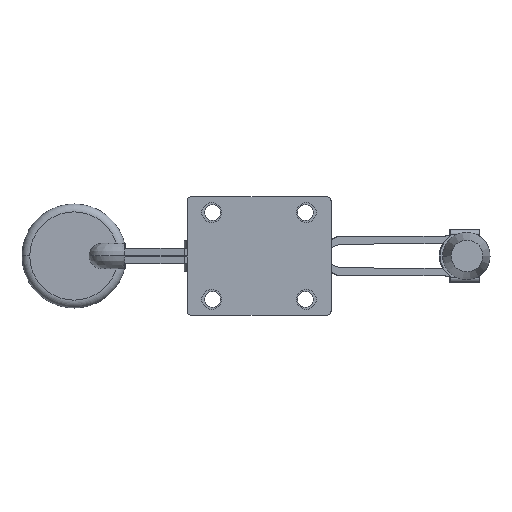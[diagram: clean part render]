
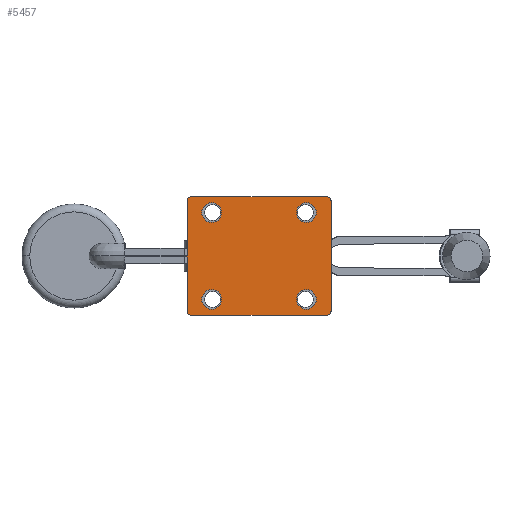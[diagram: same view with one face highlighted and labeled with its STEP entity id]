
A CAD part, front view. The second image highlights one B-rep face of the part: STEP entity #5457.
In plain terms, the highlighted planar face has unit normal (0, -1, 0).
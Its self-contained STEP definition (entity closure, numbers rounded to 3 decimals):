
#113 = DIRECTION ( 'NONE',  ( -1., 0., 0. ) ) ;
#115 = CARTESIAN_POINT ( 'NONE',  ( 12., 0., 8.5 ) ) ;
#184 = EDGE_CURVE ( 'NONE', #6897, #991, #7504, .T. ) ;
#238 = AXIS2_PLACEMENT_3D ( 'NONE', #4619, #2413, #6856 ) ;
#265 = DIRECTION ( 'NONE',  ( 0., 0., -1. ) ) ;
#291 = DIRECTION ( 'NONE',  ( 0., 0., -1. ) ) ;
#346 = VERTEX_POINT ( 'NONE', #7297 ) ;
#495 = DIRECTION ( 'NONE',  ( 0., 0., 1. ) ) ;
#603 = ORIENTED_EDGE ( 'NONE', *, *, #3264, .T. ) ;
#604 = DIRECTION ( 'NONE',  ( 0., 0., 1. ) ) ;
#627 = CARTESIAN_POINT ( 'NONE',  ( 12., 0., 11. ) ) ;
#791 = ORIENTED_EDGE ( 'NONE', *, *, #2138, .T. ) ;
#824 = LINE ( 'NONE', #4661, #4980 ) ;
#860 = AXIS2_PLACEMENT_3D ( 'NONE', #5104, #1441, #3030 ) ;
#991 = VERTEX_POINT ( 'NONE', #8583 ) ;
#993 = AXIS2_PLACEMENT_3D ( 'NONE', #2619, #7751, #495 ) ;
#1044 = DIRECTION ( 'NONE',  ( 0., 0., -1. ) ) ;
#1072 = DIRECTION ( 'NONE',  ( 1., 0., 0. ) ) ;
#1149 = CARTESIAN_POINT ( 'NONE',  ( 18.25, 0., -14. ) ) ;
#1188 = EDGE_CURVE ( 'NONE', #6628, #8196, #4975, .T. ) ;
#1215 = PLANE ( 'NONE',  #6414 ) ;
#1310 = DIRECTION ( 'NONE',  ( 0., 1., 0. ) ) ;
#1372 = AXIS2_PLACEMENT_3D ( 'NONE', #4976, #4115, #604 ) ;
#1441 = DIRECTION ( 'NONE',  ( 0., 1., 0. ) ) ;
#1486 = EDGE_CURVE ( 'NONE', #2583, #3103, #4046, .T. ) ;
#1487 = ORIENTED_EDGE ( 'NONE', *, *, #2009, .T. ) ;
#1494 = ORIENTED_EDGE ( 'NONE', *, *, #6812, .T. ) ;
#1508 = AXIS2_PLACEMENT_3D ( 'NONE', #627, #2745, #5665 ) ;
#1549 = CARTESIAN_POINT ( 'NONE',  ( -12., 0., -13.5 ) ) ;
#1851 = CARTESIAN_POINT ( 'NONE',  ( -12., 0., 11. ) ) ;
#1878 = FACE_BOUND ( 'NONE', #4826, .T. ) ;
#1933 = FACE_OUTER_BOUND ( 'NONE', #2101, .T. ) ;
#2009 = EDGE_CURVE ( 'NONE', #7408, #3103, #6578, .T. ) ;
#2024 = VERTEX_POINT ( 'NONE', #4949 ) ;
#2090 = VECTOR ( 'NONE', #265, 1000. ) ;
#2101 = EDGE_LOOP ( 'NONE', ( #5841, #5254, #6535, #1487, #9196, #2802, #4568, #603 ) ) ;
#2117 = LINE ( 'NONE', #6568, #4697 ) ;
#2138 = EDGE_CURVE ( 'NONE', #6395, #6913, #2915, .T. ) ;
#2207 = CARTESIAN_POINT ( 'NONE',  ( -17.25, 0., -15. ) ) ;
#2274 = DIRECTION ( 'NONE',  ( 0., 0., -1. ) ) ;
#2413 = DIRECTION ( 'NONE',  ( 0., -1., 0. ) ) ;
#2423 = ORIENTED_EDGE ( 'NONE', *, *, #5758, .T. ) ;
#2455 = AXIS2_PLACEMENT_3D ( 'NONE', #6510, #6421, #5756 ) ;
#2583 = VERTEX_POINT ( 'NONE', #4754 ) ;
#2617 = DIRECTION ( 'NONE',  ( 0., 0., 1. ) ) ;
#2619 = CARTESIAN_POINT ( 'NONE',  ( -12., 0., -11. ) ) ;
#2735 = CARTESIAN_POINT ( 'NONE',  ( -17.25, 0., 14. ) ) ;
#2745 = DIRECTION ( 'NONE',  ( 0., 1., 0. ) ) ;
#2802 = ORIENTED_EDGE ( 'NONE', *, *, #4835, .T. ) ;
#2897 = CIRCLE ( 'NONE', #1508, 2.5 ) ;
#2915 = CIRCLE ( 'NONE', #6586, 2.5 ) ;
#2974 = DIRECTION ( 'NONE',  ( 0., 1., 0. ) ) ;
#2978 = AXIS2_PLACEMENT_3D ( 'NONE', #8880, #6083, #291 ) ;
#3030 = DIRECTION ( 'NONE',  ( 0., 0., -1. ) ) ;
#3103 = VERTEX_POINT ( 'NONE', #3435 ) ;
#3146 = CARTESIAN_POINT ( 'NONE',  ( -12., 0., 13.5 ) ) ;
#3256 = DIRECTION ( 'NONE',  ( 0., 1., 0. ) ) ;
#3264 = EDGE_CURVE ( 'NONE', #4814, #7218, #3314, .T. ) ;
#3314 = CIRCLE ( 'NONE', #238, 1. ) ;
#3396 = DIRECTION ( 'NONE',  ( 0., 1., 0. ) ) ;
#3435 = CARTESIAN_POINT ( 'NONE',  ( 17.25, 0., 15. ) ) ;
#3453 = DIRECTION ( 'NONE',  ( 0., -1., 0. ) ) ;
#3672 = DIRECTION ( 'NONE',  ( 0., 1., 0. ) ) ;
#3705 = EDGE_CURVE ( 'NONE', #4814, #9272, #2117, .T. ) ;
#3773 = ORIENTED_EDGE ( 'NONE', *, *, #4527, .T. ) ;
#3821 = AXIS2_PLACEMENT_3D ( 'NONE', #1851, #3256, #1044 ) ;
#4046 = LINE ( 'NONE', #7609, #7969 ) ;
#4115 = DIRECTION ( 'NONE',  ( 0., -1., 0. ) ) ;
#4238 = VERTEX_POINT ( 'NONE', #1149 ) ;
#4242 = CIRCLE ( 'NONE', #860, 2.5 ) ;
#4287 = ORIENTED_EDGE ( 'NONE', *, *, #184, .T. ) ;
#4359 = CIRCLE ( 'NONE', #2978, 2.5 ) ;
#4506 = EDGE_LOOP ( 'NONE', ( #5185, #2423 ) ) ;
#4527 = EDGE_CURVE ( 'NONE', #6913, #6395, #2897, .T. ) ;
#4546 = LINE ( 'NONE', #8224, #2090 ) ;
#4568 = ORIENTED_EDGE ( 'NONE', *, *, #3705, .F. ) ;
#4619 = CARTESIAN_POINT ( 'NONE',  ( -17.25, 0., -14. ) ) ;
#4661 = CARTESIAN_POINT ( 'NONE',  ( -18.25, 0., -15. ) ) ;
#4697 = VECTOR ( 'NONE', #5387, 1000. ) ;
#4754 = CARTESIAN_POINT ( 'NONE',  ( -17.25, 0., 15. ) ) ;
#4765 = EDGE_CURVE ( 'NONE', #8196, #6628, #8969, .T. ) ;
#4785 = CARTESIAN_POINT ( 'NONE',  ( -12., 0., -11. ) ) ;
#4814 = VERTEX_POINT ( 'NONE', #6071 ) ;
#4826 = EDGE_LOOP ( 'NONE', ( #7183, #5163 ) ) ;
#4835 = EDGE_CURVE ( 'NONE', #2583, #9272, #5361, .T. ) ;
#4929 = CARTESIAN_POINT ( 'NONE',  ( 12., 0., 13.5 ) ) ;
#4949 = CARTESIAN_POINT ( 'NONE',  ( 12., 0., -8.5 ) ) ;
#4975 = CIRCLE ( 'NONE', #6169, 2.5 ) ;
#4976 = CARTESIAN_POINT ( 'NONE',  ( 17.25, 0., -14. ) ) ;
#4980 = VECTOR ( 'NONE', #113, 1000. ) ;
#5104 = CARTESIAN_POINT ( 'NONE',  ( 12., 0., -11. ) ) ;
#5163 = ORIENTED_EDGE ( 'NONE', *, *, #1188, .T. ) ;
#5185 = ORIENTED_EDGE ( 'NONE', *, *, #8981, .T. ) ;
#5200 = EDGE_CURVE ( 'NONE', #346, #4238, #9129, .T. ) ;
#5254 = ORIENTED_EDGE ( 'NONE', *, *, #5200, .T. ) ;
#5361 = CIRCLE ( 'NONE', #9122, 1. ) ;
#5387 = DIRECTION ( 'NONE',  ( 0., 0., 1. ) ) ;
#5457 = ADVANCED_FACE ( 'NONE', ( #1878, #5583, #6953, #9073, #1933 ), #1215, .F. ) ;
#5583 = FACE_BOUND ( 'NONE', #5732, .T. ) ;
#5665 = DIRECTION ( 'NONE',  ( 0., 0., 1. ) ) ;
#5732 = EDGE_LOOP ( 'NONE', ( #791, #3773 ) ) ;
#5755 = EDGE_CURVE ( 'NONE', #346, #7218, #824, .T. ) ;
#5756 = DIRECTION ( 'NONE',  ( 0., 0., 1. ) ) ;
#5758 = EDGE_CURVE ( 'NONE', #6979, #2024, #4359, .T. ) ;
#5841 = ORIENTED_EDGE ( 'NONE', *, *, #5755, .F. ) ;
#5913 = CARTESIAN_POINT ( 'NONE',  ( -12., 0., 11. ) ) ;
#6071 = CARTESIAN_POINT ( 'NONE',  ( -18.25, 0., -14. ) ) ;
#6083 = DIRECTION ( 'NONE',  ( 0., 1., 0. ) ) ;
#6169 = AXIS2_PLACEMENT_3D ( 'NONE', #5913, #3672, #2274 ) ;
#6395 = VERTEX_POINT ( 'NONE', #4929 ) ;
#6414 = AXIS2_PLACEMENT_3D ( 'NONE', #7839, #1310, #2617 ) ;
#6421 = DIRECTION ( 'NONE',  ( 0., -1., 0. ) ) ;
#6510 = CARTESIAN_POINT ( 'NONE',  ( 17.25, 0., 14. ) ) ;
#6535 = ORIENTED_EDGE ( 'NONE', *, *, #9339, .F. ) ;
#6568 = CARTESIAN_POINT ( 'NONE',  ( -18.25, 0., -15. ) ) ;
#6578 = CIRCLE ( 'NONE', #2455, 1. ) ;
#6586 = AXIS2_PLACEMENT_3D ( 'NONE', #7313, #2974, #8822 ) ;
#6628 = VERTEX_POINT ( 'NONE', #8936 ) ;
#6777 = EDGE_LOOP ( 'NONE', ( #1494, #4287 ) ) ;
#6812 = EDGE_CURVE ( 'NONE', #991, #6897, #7104, .T. ) ;
#6856 = DIRECTION ( 'NONE',  ( 0., 0., 1. ) ) ;
#6897 = VERTEX_POINT ( 'NONE', #1549 ) ;
#6913 = VERTEX_POINT ( 'NONE', #115 ) ;
#6953 = FACE_BOUND ( 'NONE', #4506, .T. ) ;
#6979 = VERTEX_POINT ( 'NONE', #7555 ) ;
#7104 = CIRCLE ( 'NONE', #993, 2.5 ) ;
#7183 = ORIENTED_EDGE ( 'NONE', *, *, #4765, .T. ) ;
#7218 = VERTEX_POINT ( 'NONE', #2207 ) ;
#7297 = CARTESIAN_POINT ( 'NONE',  ( 17.25, 0., -15. ) ) ;
#7313 = CARTESIAN_POINT ( 'NONE',  ( 12., 0., 11. ) ) ;
#7408 = VERTEX_POINT ( 'NONE', #7492 ) ;
#7492 = CARTESIAN_POINT ( 'NONE',  ( 18.25, 0., 14. ) ) ;
#7504 = CIRCLE ( 'NONE', #7952, 2.5 ) ;
#7555 = CARTESIAN_POINT ( 'NONE',  ( 12., 0., -13.5 ) ) ;
#7609 = CARTESIAN_POINT ( 'NONE',  ( -18.25, 0., 15. ) ) ;
#7673 = DIRECTION ( 'NONE',  ( 0., 0., 1. ) ) ;
#7728 = DIRECTION ( 'NONE',  ( 0., 0., 1. ) ) ;
#7751 = DIRECTION ( 'NONE',  ( 0., 1., 0. ) ) ;
#7839 = CARTESIAN_POINT ( 'NONE',  ( 0., 0., 0. ) ) ;
#7952 = AXIS2_PLACEMENT_3D ( 'NONE', #4785, #3396, #7673 ) ;
#7969 = VECTOR ( 'NONE', #1072, 1000. ) ;
#8196 = VERTEX_POINT ( 'NONE', #3146 ) ;
#8224 = CARTESIAN_POINT ( 'NONE',  ( 18.25, 0., -15. ) ) ;
#8583 = CARTESIAN_POINT ( 'NONE',  ( -12., 0., -8.5 ) ) ;
#8822 = DIRECTION ( 'NONE',  ( 0., 0., 1. ) ) ;
#8880 = CARTESIAN_POINT ( 'NONE',  ( 12., 0., -11. ) ) ;
#8936 = CARTESIAN_POINT ( 'NONE',  ( -12., 0., 8.5 ) ) ;
#8969 = CIRCLE ( 'NONE', #3821, 2.5 ) ;
#8981 = EDGE_CURVE ( 'NONE', #2024, #6979, #4242, .T. ) ;
#9073 = FACE_BOUND ( 'NONE', #6777, .T. ) ;
#9122 = AXIS2_PLACEMENT_3D ( 'NONE', #2735, #3453, #7728 ) ;
#9129 = CIRCLE ( 'NONE', #1372, 1. ) ;
#9196 = ORIENTED_EDGE ( 'NONE', *, *, #1486, .F. ) ;
#9272 = VERTEX_POINT ( 'NONE', #9344 ) ;
#9339 = EDGE_CURVE ( 'NONE', #7408, #4238, #4546, .T. ) ;
#9344 = CARTESIAN_POINT ( 'NONE',  ( -18.25, 0., 14. ) ) ;
